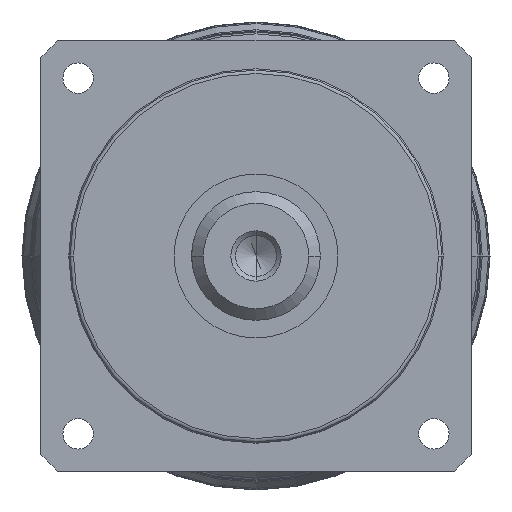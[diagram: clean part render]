
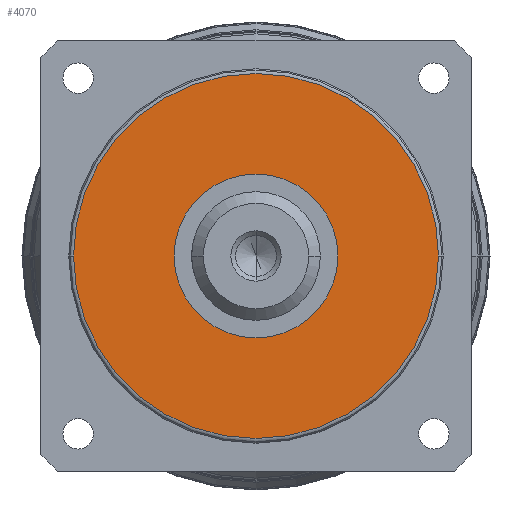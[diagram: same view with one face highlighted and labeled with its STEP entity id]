
A CAD part, left-side view. The second image highlights one B-rep face of the part: STEP entity #4070.
In plain terms, the highlighted planar face has unit normal (-1, 0, 0).
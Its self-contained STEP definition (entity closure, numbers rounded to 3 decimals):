
#1104=CARTESIAN_POINT('',(-40.,0.,0.));
#1105=DIRECTION('',(-1.,0.,0.));
#1106=DIRECTION('',(0.,-1.,0.));
#1107=AXIS2_PLACEMENT_3D('',#1104,#1105,#1106);
#1109=CARTESIAN_POINT('',(-40.,0.,0.));
#1110=DIRECTION('',(-1.,0.,0.));
#1111=DIRECTION('',(0.,1.,0.));
#1112=AXIS2_PLACEMENT_3D('',#1109,#1110,#1111);
#1114=CARTESIAN_POINT('',(-40.,0.,0.));
#1115=DIRECTION('',(1.,0.,0.));
#1116=DIRECTION('',(0.,-1.,0.));
#1117=AXIS2_PLACEMENT_3D('',#1114,#1115,#1116);
#1119=CARTESIAN_POINT('',(-40.,0.,0.));
#1120=DIRECTION('',(1.,0.,0.));
#1121=DIRECTION('',(0.,1.,0.));
#1122=AXIS2_PLACEMENT_3D('',#1119,#1120,#1121);
#2248=CARTESIAN_POINT('',(-40.,78.,0.));
#2249=VERTEX_POINT('',#2248);
#2250=CARTESIAN_POINT('',(-40.,-78.,0.));
#2251=VERTEX_POINT('',#2250);
#2345=CARTESIAN_POINT('',(-40.,35.,0.));
#2347=VERTEX_POINT('',#2345);
#2349=CARTESIAN_POINT('',(-40.,-35.,0.));
#2351=VERTEX_POINT('',#2349);
#4054=CARTESIAN_POINT('',(-40.,0.,0.));
#4055=DIRECTION('',(-1.,0.,0.));
#4056=DIRECTION('',(0.,-1.,0.));
#4057=AXIS2_PLACEMENT_3D('',#4054,#4055,#4056);
#4058=PLANE('',#4057);
#4059=ORIENTED_EDGE('',*,*,#4044,.F.);
#4061=ORIENTED_EDGE('',*,*,#4060,.F.);
#4062=EDGE_LOOP('',(#4059,#4061));
#4063=FACE_OUTER_BOUND('',#4062,.F.);
#4065=ORIENTED_EDGE('',*,*,#4064,.F.);
#4067=ORIENTED_EDGE('',*,*,#4066,.F.);
#4068=EDGE_LOOP('',(#4065,#4067));
#4069=FACE_BOUND('',#4068,.F.);
#4070=ADVANCED_FACE('',(#4063,#4069),#4058,.T.);
#1108=CIRCLE('',#1107,78.);
#1113=CIRCLE('',#1112,78.);
#1118=CIRCLE('',#1117,35.);
#1123=CIRCLE('',#1122,35.);
#4044=EDGE_CURVE('',#2251,#2249,#1108,.T.);
#4060=EDGE_CURVE('',#2249,#2251,#1113,.T.);
#4064=EDGE_CURVE('',#2351,#2347,#1118,.T.);
#4066=EDGE_CURVE('',#2347,#2351,#1123,.T.);
